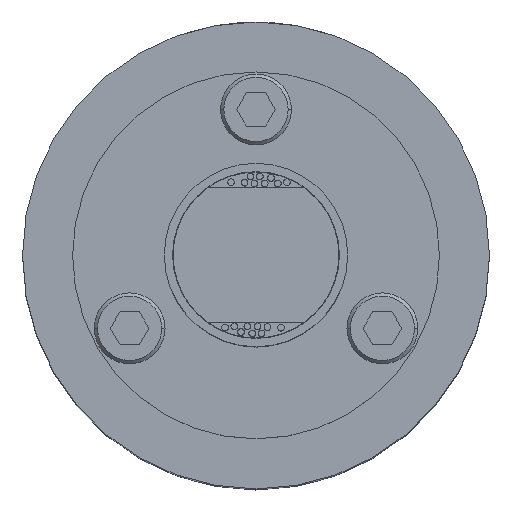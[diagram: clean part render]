
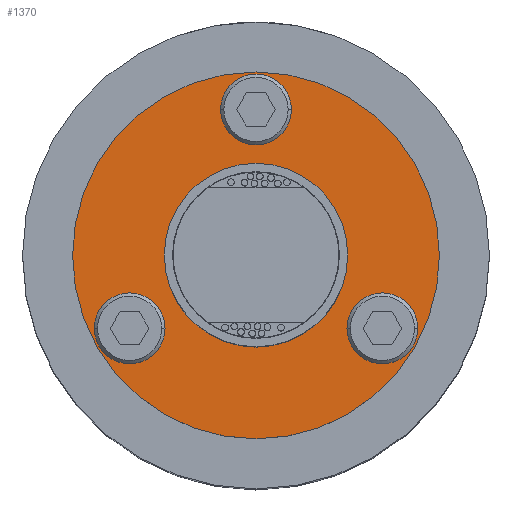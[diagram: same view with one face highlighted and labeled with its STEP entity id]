
A CAD part, top view. The second image highlights one B-rep face of the part: STEP entity #1370.
In plain terms, the highlighted planar face has unit normal (0, 0, 1).
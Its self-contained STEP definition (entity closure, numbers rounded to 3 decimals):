
#47 = VERTEX_POINT ( 'NONE', #421 ) ;
#61 = VERTEX_POINT ( 'NONE', #3464 ) ;
#112 = EDGE_CURVE ( 'NONE', #5256, #3496, #4622, .T. ) ;
#116 = CARTESIAN_POINT ( 'NONE',  ( -15.155, -8.75, 76.4 ) ) ;
#141 = ORIENTED_EDGE ( 'NONE', *, *, #4174, .F. ) ;
#194 = CIRCLE ( 'NONE', #3973, 4.25 ) ;
#232 = VERTEX_POINT ( 'NONE', #3594 ) ;
#290 = CARTESIAN_POINT ( 'NONE',  ( 0., 0., 76.4 ) ) ;
#344 = DIRECTION ( 'NONE',  ( 0., 0., 1. ) ) ;
#421 = CARTESIAN_POINT ( 'NONE',  ( 19.405, -8.75, 76.4 ) ) ;
#584 = ORIENTED_EDGE ( 'NONE', *, *, #889, .F. ) ;
#598 = CARTESIAN_POINT ( 'NONE',  ( -19.405, -8.75, 76.4 ) ) ;
#605 = ORIENTED_EDGE ( 'NONE', *, *, #6355, .T. ) ;
#617 = ORIENTED_EDGE ( 'NONE', *, *, #5211, .T. ) ;
#634 = DIRECTION ( 'NONE',  ( -0.5, 0.866, 0. ) ) ;
#662 = AXIS2_PLACEMENT_3D ( 'NONE', #2423, #5995, #2938 ) ;
#677 = ORIENTED_EDGE ( 'NONE', *, *, #4301, .F. ) ;
#812 = DIRECTION ( 'NONE',  ( 1., 0., 0. ) ) ;
#884 = EDGE_LOOP ( 'NONE', ( #677, #5829 ) ) ;
#889 = EDGE_CURVE ( 'NONE', #5565, #61, #1193, .T. ) ;
#933 = DIRECTION ( 'NONE',  ( -0.5, 0.866, 0. ) ) ;
#1050 = CARTESIAN_POINT ( 'NONE',  ( -15.155, -8.75, 76.4 ) ) ;
#1101 = EDGE_CURVE ( 'NONE', #6500, #6519, #1744, .T. ) ;
#1193 = CIRCLE ( 'NONE', #3291, 4.25 ) ;
#1344 = CARTESIAN_POINT ( 'NONE',  ( 15.155, -8.75, 76.4 ) ) ;
#1370 = ADVANCED_FACE ( 'NONE', ( #4662, #3285, #4985, #5856, #4502 ), #3611, .T. ) ;
#1388 = CIRCLE ( 'NONE', #4847, 4.25 ) ;
#1452 = DIRECTION ( 'NONE',  ( 0., 0., 1. ) ) ;
#1588 = DIRECTION ( 'NONE',  ( 1., 0., 0. ) ) ;
#1733 = EDGE_LOOP ( 'NONE', ( #617, #6323 ) ) ;
#1744 = CIRCLE ( 'NONE', #1815, 11. ) ;
#1815 = AXIS2_PLACEMENT_3D ( 'NONE', #5396, #2321, #5903 ) ;
#1848 = DIRECTION ( 'NONE',  ( -0.5, -0.866, 0. ) ) ;
#2055 = EDGE_LOOP ( 'NONE', ( #2779, #605 ) ) ;
#2186 = DIRECTION ( 'NONE',  ( 0., 0., 1. ) ) ;
#2317 = CARTESIAN_POINT ( 'NONE',  ( 22., 0., 76.4 ) ) ;
#2321 = DIRECTION ( 'NONE',  ( 0., 0., -1. ) ) ;
#2324 = CARTESIAN_POINT ( 'NONE',  ( 4.25, 17.5, 76.4 ) ) ;
#2423 = CARTESIAN_POINT ( 'NONE',  ( 0., 0., 76.4 ) ) ;
#2467 = AXIS2_PLACEMENT_3D ( 'NONE', #5890, #344, #3902 ) ;
#2505 = AXIS2_PLACEMENT_3D ( 'NONE', #5262, #2186, #5764 ) ;
#2766 = CIRCLE ( 'NONE', #662, 22. ) ;
#2779 = ORIENTED_EDGE ( 'NONE', *, *, #5328, .T. ) ;
#2785 = AXIS2_PLACEMENT_3D ( 'NONE', #1344, #4910, #1848 ) ;
#2831 = AXIS2_PLACEMENT_3D ( 'NONE', #290, #3845, #812 ) ;
#2865 = CARTESIAN_POINT ( 'NONE',  ( 15.155, -8.75, 76.4 ) ) ;
#2877 = CARTESIAN_POINT ( 'NONE',  ( -11., 0., 76.4 ) ) ;
#2938 = DIRECTION ( 'NONE',  ( 1., 0., 0. ) ) ;
#3016 = CIRCLE ( 'NONE', #5707, 4.25 ) ;
#3019 = EDGE_CURVE ( 'NONE', #47, #232, #194, .T. ) ;
#3209 = CIRCLE ( 'NONE', #2785, 4.25 ) ;
#3241 = CIRCLE ( 'NONE', #2831, 11. ) ;
#3285 = FACE_BOUND ( 'NONE', #1733, .T. ) ;
#3291 = AXIS2_PLACEMENT_3D ( 'NONE', #1050, #3988, #933 ) ;
#3360 = CARTESIAN_POINT ( 'NONE',  ( 11., 0., 76.4 ) ) ;
#3367 = DIRECTION ( 'NONE',  ( -0.5, -0.866, 0. ) ) ;
#3464 = CARTESIAN_POINT ( 'NONE',  ( -10.905, -8.75, 76.4 ) ) ;
#3496 = VERTEX_POINT ( 'NONE', #5007 ) ;
#3511 = CIRCLE ( 'NONE', #2505, 22. ) ;
#3518 = EDGE_LOOP ( 'NONE', ( #141, #3622 ) ) ;
#3594 = CARTESIAN_POINT ( 'NONE',  ( 10.905, -8.75, 76.4 ) ) ;
#3611 = PLANE ( 'NONE',  #5455 ) ;
#3622 = ORIENTED_EDGE ( 'NONE', *, *, #3019, .F. ) ;
#3667 = EDGE_LOOP ( 'NONE', ( #584, #5577 ) ) ;
#3680 = DIRECTION ( 'NONE',  ( 0., 0., 1. ) ) ;
#3845 = DIRECTION ( 'NONE',  ( 0., 0., -1. ) ) ;
#3902 = DIRECTION ( 'NONE',  ( 1., 0., 0. ) ) ;
#3973 = AXIS2_PLACEMENT_3D ( 'NONE', #2865, #6439, #3367 ) ;
#3988 = DIRECTION ( 'NONE',  ( 0., 0., 1. ) ) ;
#4174 = EDGE_CURVE ( 'NONE', #232, #47, #3209, .T. ) ;
#4301 = EDGE_CURVE ( 'NONE', #3496, #5256, #1388, .T. ) ;
#4457 = CARTESIAN_POINT ( 'NONE',  ( -22., 0., 76.4 ) ) ;
#4502 = FACE_BOUND ( 'NONE', #3667, .T. ) ;
#4507 = CARTESIAN_POINT ( 'NONE',  ( 0., 17.5, 76.4 ) ) ;
#4622 = CIRCLE ( 'NONE', #2467, 4.25 ) ;
#4645 = DIRECTION ( 'NONE',  ( 0., 0., 1. ) ) ;
#4662 = FACE_BOUND ( 'NONE', #3518, .T. ) ;
#4708 = VERTEX_POINT ( 'NONE', #2317 ) ;
#4847 = AXIS2_PLACEMENT_3D ( 'NONE', #4507, #1452, #5030 ) ;
#4910 = DIRECTION ( 'NONE',  ( 0., 0., 1. ) ) ;
#4985 = FACE_OUTER_BOUND ( 'NONE', #2055, .T. ) ;
#4995 = EDGE_CURVE ( 'NONE', #61, #5565, #3016, .T. ) ;
#5007 = CARTESIAN_POINT ( 'NONE',  ( -4.25, 17.5, 76.4 ) ) ;
#5030 = DIRECTION ( 'NONE',  ( 1., 0., 0. ) ) ;
#5211 = EDGE_CURVE ( 'NONE', #6519, #6500, #3241, .T. ) ;
#5256 = VERTEX_POINT ( 'NONE', #2324 ) ;
#5262 = CARTESIAN_POINT ( 'NONE',  ( 0., 0., 76.4 ) ) ;
#5328 = EDGE_CURVE ( 'NONE', #6591, #4708, #2766, .T. ) ;
#5396 = CARTESIAN_POINT ( 'NONE',  ( 0., 0., 76.4 ) ) ;
#5455 = AXIS2_PLACEMENT_3D ( 'NONE', #6145, #4645, #1588 ) ;
#5565 = VERTEX_POINT ( 'NONE', #598 ) ;
#5577 = ORIENTED_EDGE ( 'NONE', *, *, #4995, .F. ) ;
#5707 = AXIS2_PLACEMENT_3D ( 'NONE', #116, #3680, #634 ) ;
#5764 = DIRECTION ( 'NONE',  ( 1., 0., 0. ) ) ;
#5829 = ORIENTED_EDGE ( 'NONE', *, *, #112, .F. ) ;
#5856 = FACE_BOUND ( 'NONE', #884, .T. ) ;
#5890 = CARTESIAN_POINT ( 'NONE',  ( 0., 17.5, 76.4 ) ) ;
#5903 = DIRECTION ( 'NONE',  ( 1., 0., 0. ) ) ;
#5995 = DIRECTION ( 'NONE',  ( 0., 0., 1. ) ) ;
#6145 = CARTESIAN_POINT ( 'NONE',  ( 0., 0., 76.4 ) ) ;
#6323 = ORIENTED_EDGE ( 'NONE', *, *, #1101, .T. ) ;
#6355 = EDGE_CURVE ( 'NONE', #4708, #6591, #3511, .T. ) ;
#6439 = DIRECTION ( 'NONE',  ( 0., 0., 1. ) ) ;
#6500 = VERTEX_POINT ( 'NONE', #3360 ) ;
#6519 = VERTEX_POINT ( 'NONE', #2877 ) ;
#6591 = VERTEX_POINT ( 'NONE', #4457 ) ;
